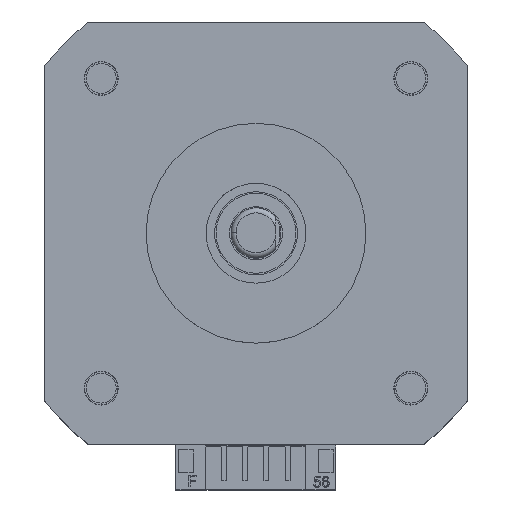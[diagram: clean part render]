
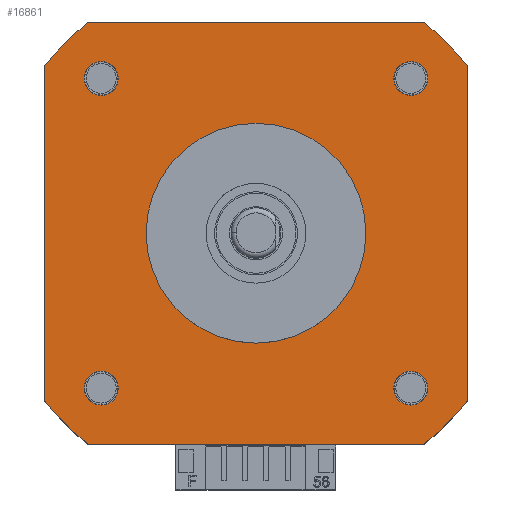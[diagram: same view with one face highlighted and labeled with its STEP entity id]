
A CAD part, top view. The second image highlights one B-rep face of the part: STEP entity #16861.
In plain terms, the highlighted planar face has unit normal (0, 0, 1).
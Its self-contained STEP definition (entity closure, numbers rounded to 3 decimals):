
#466=CIRCLE('',#17956,11.);
#467=CIRCLE('',#17959,27.);
#468=CIRCLE('',#17960,27.);
#469=CIRCLE('',#17961,27.);
#470=CIRCLE('',#17962,27.);
#471=CIRCLE('',#17963,1.666);
#472=CIRCLE('',#17964,1.666);
#473=CIRCLE('',#17965,1.666);
#474=CIRCLE('',#17966,1.666);
#773=FACE_BOUND('',#3283,.T.);
#774=FACE_BOUND('',#3284,.T.);
#775=FACE_BOUND('',#3285,.T.);
#776=FACE_BOUND('',#3286,.T.);
#777=FACE_BOUND('',#3287,.T.);
#1350=PLANE('',#17958);
#2275=FACE_OUTER_BOUND('',#3282,.T.);
#3282=EDGE_LOOP('',(#15576,#15577,#15578,#15579,#15580,#15581,#15582,#15583));
#3283=EDGE_LOOP('',(#15584));
#3284=EDGE_LOOP('',(#15585));
#3285=EDGE_LOOP('',(#15586));
#3286=EDGE_LOOP('',(#15587));
#3287=EDGE_LOOP('',(#15588));
#4912=LINE('',#30200,#6530);
#4913=LINE('',#30204,#6531);
#4914=LINE('',#30208,#6532);
#4915=LINE('',#30212,#6533);
#6530=VECTOR('',#21546,10.);
#6531=VECTOR('',#21549,10.);
#6532=VECTOR('',#21552,10.);
#6533=VECTOR('',#21555,10.);
#8525=VERTEX_POINT('',#30193);
#8526=VERTEX_POINT('',#30198);
#8527=VERTEX_POINT('',#30199);
#8528=VERTEX_POINT('',#30201);
#8529=VERTEX_POINT('',#30203);
#8530=VERTEX_POINT('',#30205);
#8531=VERTEX_POINT('',#30207);
#8532=VERTEX_POINT('',#30209);
#8533=VERTEX_POINT('',#30211);
#8534=VERTEX_POINT('',#30214);
#8535=VERTEX_POINT('',#30216);
#8536=VERTEX_POINT('',#30218);
#8537=VERTEX_POINT('',#30220);
#10885=EDGE_CURVE('',#8525,#8525,#466,.T.);
#10886=EDGE_CURVE('',#8526,#8527,#4912,.T.);
#10887=EDGE_CURVE('',#8527,#8528,#467,.T.);
#10888=EDGE_CURVE('',#8528,#8529,#4913,.T.);
#10889=EDGE_CURVE('',#8529,#8530,#468,.T.);
#10890=EDGE_CURVE('',#8530,#8531,#4914,.T.);
#10891=EDGE_CURVE('',#8531,#8532,#469,.T.);
#10892=EDGE_CURVE('',#8532,#8533,#4915,.T.);
#10893=EDGE_CURVE('',#8533,#8526,#470,.T.);
#10894=EDGE_CURVE('',#8534,#8534,#471,.T.);
#10895=EDGE_CURVE('',#8535,#8535,#472,.T.);
#10896=EDGE_CURVE('',#8536,#8536,#473,.T.);
#10897=EDGE_CURVE('',#8537,#8537,#474,.T.);
#15576=ORIENTED_EDGE('',*,*,#10886,.T.);
#15577=ORIENTED_EDGE('',*,*,#10887,.T.);
#15578=ORIENTED_EDGE('',*,*,#10888,.T.);
#15579=ORIENTED_EDGE('',*,*,#10889,.T.);
#15580=ORIENTED_EDGE('',*,*,#10890,.T.);
#15581=ORIENTED_EDGE('',*,*,#10891,.T.);
#15582=ORIENTED_EDGE('',*,*,#10892,.T.);
#15583=ORIENTED_EDGE('',*,*,#10893,.T.);
#15584=ORIENTED_EDGE('',*,*,#10894,.T.);
#15585=ORIENTED_EDGE('',*,*,#10895,.T.);
#15586=ORIENTED_EDGE('',*,*,#10896,.T.);
#15587=ORIENTED_EDGE('',*,*,#10897,.T.);
#15588=ORIENTED_EDGE('',*,*,#10885,.T.);
#16861=ADVANCED_FACE('',(#2275,#773,#774,#775,#776,#777),#1350,.T.);
#17956=AXIS2_PLACEMENT_3D('',#30195,#21540,#21541);
#17958=AXIS2_PLACEMENT_3D('',#30197,#21544,#21545);
#17959=AXIS2_PLACEMENT_3D('',#30202,#21547,#21548);
#17960=AXIS2_PLACEMENT_3D('',#30206,#21550,#21551);
#17961=AXIS2_PLACEMENT_3D('',#30210,#21553,#21554);
#17962=AXIS2_PLACEMENT_3D('',#30213,#21556,#21557);
#17963=AXIS2_PLACEMENT_3D('',#30215,#21558,#21559);
#17964=AXIS2_PLACEMENT_3D('',#30217,#21560,#21561);
#17965=AXIS2_PLACEMENT_3D('',#30219,#21562,#21563);
#17966=AXIS2_PLACEMENT_3D('',#30221,#21564,#21565);
#21540=DIRECTION('center_axis',(0.,0.,-1.));
#21541=DIRECTION('ref_axis',(-1.,0.,0.));
#21544=DIRECTION('center_axis',(0.,0.,1.));
#21545=DIRECTION('ref_axis',(1.,0.,0.));
#21546=DIRECTION('',(0.,1.,0.));
#21547=DIRECTION('center_axis',(0.,0.,1.));
#21548=DIRECTION('ref_axis',(0.783,0.622,0.));
#21549=DIRECTION('',(-1.,0.,0.));
#21550=DIRECTION('center_axis',(0.,0.,1.));
#21551=DIRECTION('ref_axis',(-0.622,0.783,0.));
#21552=DIRECTION('',(0.,-1.,0.));
#21553=DIRECTION('center_axis',(0.,0.,1.));
#21554=DIRECTION('ref_axis',(-0.783,-0.622,0.));
#21555=DIRECTION('',(1.,0.,0.));
#21556=DIRECTION('center_axis',(0.,0.,1.));
#21557=DIRECTION('ref_axis',(0.622,-0.783,0.));
#21558=DIRECTION('center_axis',(0.,0.,-1.));
#21559=DIRECTION('ref_axis',(-1.,0.,0.));
#21560=DIRECTION('center_axis',(0.,0.,-1.));
#21561=DIRECTION('ref_axis',(-1.,0.,0.));
#21562=DIRECTION('center_axis',(0.,0.,-1.));
#21563=DIRECTION('ref_axis',(-1.,0.,0.));
#21564=DIRECTION('center_axis',(0.,0.,-1.));
#21565=DIRECTION('ref_axis',(-1.,0.,0.));
#30193=CARTESIAN_POINT('',(11.,0.,23.3));
#30195=CARTESIAN_POINT('Origin',(0.,0.,23.3));
#30197=CARTESIAN_POINT('Origin',(0.,0.,23.3));
#30198=CARTESIAN_POINT('',(21.15,-16.783,23.3));
#30199=CARTESIAN_POINT('',(21.15,16.783,23.3));
#30200=CARTESIAN_POINT('',(21.15,-16.783,23.3));
#30201=CARTESIAN_POINT('',(16.783,21.15,23.3));
#30202=CARTESIAN_POINT('Origin',(0.,0.,23.3));
#30203=CARTESIAN_POINT('',(-16.783,21.15,23.3));
#30204=CARTESIAN_POINT('',(16.783,21.15,23.3));
#30205=CARTESIAN_POINT('',(-21.15,16.783,23.3));
#30206=CARTESIAN_POINT('Origin',(0.,0.,23.3));
#30207=CARTESIAN_POINT('',(-21.15,-16.783,23.3));
#30208=CARTESIAN_POINT('',(-21.15,16.783,23.3));
#30209=CARTESIAN_POINT('',(-16.783,-21.15,23.3));
#30210=CARTESIAN_POINT('Origin',(0.,0.,23.3));
#30211=CARTESIAN_POINT('',(16.783,-21.15,23.3));
#30212=CARTESIAN_POINT('',(-16.783,-21.15,23.3));
#30213=CARTESIAN_POINT('Origin',(0.,0.,23.3));
#30214=CARTESIAN_POINT('',(-13.834,-15.5,23.3));
#30215=CARTESIAN_POINT('Origin',(-15.5,-15.5,23.3));
#30216=CARTESIAN_POINT('',(-13.834,15.5,23.3));
#30217=CARTESIAN_POINT('Origin',(-15.5,15.5,23.3));
#30218=CARTESIAN_POINT('',(17.166,-15.5,23.3));
#30219=CARTESIAN_POINT('Origin',(15.5,-15.5,23.3));
#30220=CARTESIAN_POINT('',(17.166,15.5,23.3));
#30221=CARTESIAN_POINT('Origin',(15.5,15.5,23.3));
